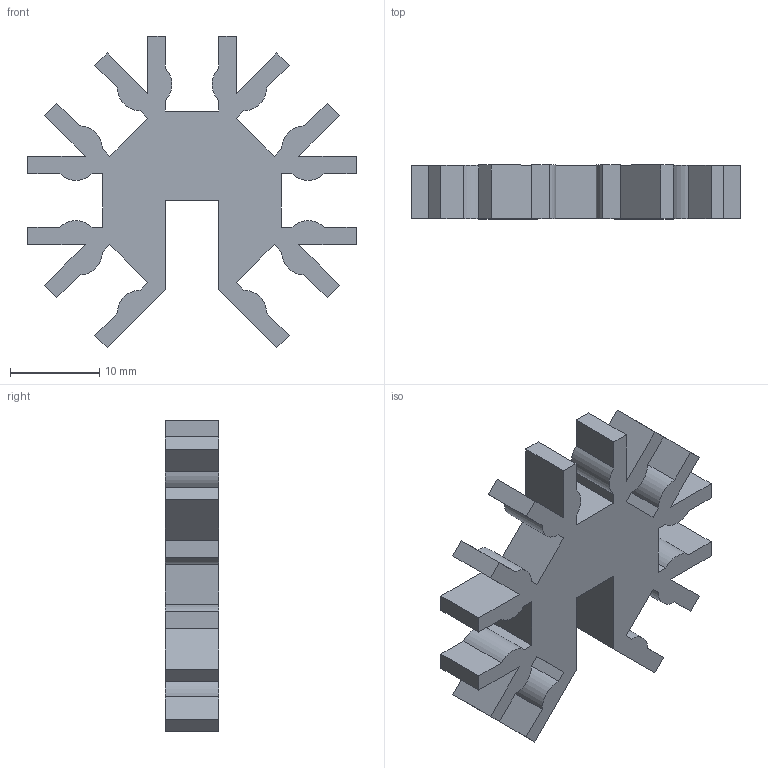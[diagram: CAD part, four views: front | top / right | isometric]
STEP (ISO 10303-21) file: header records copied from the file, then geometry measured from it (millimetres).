
FILE_DESCRIPTION (( 'STEP AP214' ), '1' );
FILE_NAME ('Connector 7 Blue (Corner).STEP', '2023-03-31T21:32:46', ( '' ), ( '' ), 'SwSTEP 2.0', 'SolidWorks 2022', '' );
FILE_SCHEMA (( 'AUTOMOTIVE_DESIGN' ));
Length unit declared in the file: millimetre
Products named in the file (1): Connector 7 Blue (Corner)
Bounding box: 36.77 x 6 x 34.88 mm (x, y, z)
Volume: 3105.9 mm3; surface area: 2918.7 mm2
Topology: 1 solids, 1 shells, 84 faces, 246 edges, 164 vertices
Faces by surface type: plane 68, cylinder 16
Entity records: 2796 total; most frequent: CARTESIAN_POINT 495, ORIENTED_EDGE 492, DIRECTION 448, EDGE_CURVE 246, VECTOR 214, LINE 214, VERTEX_POINT 164, AXIS2_PLACEMENT_3D 117
